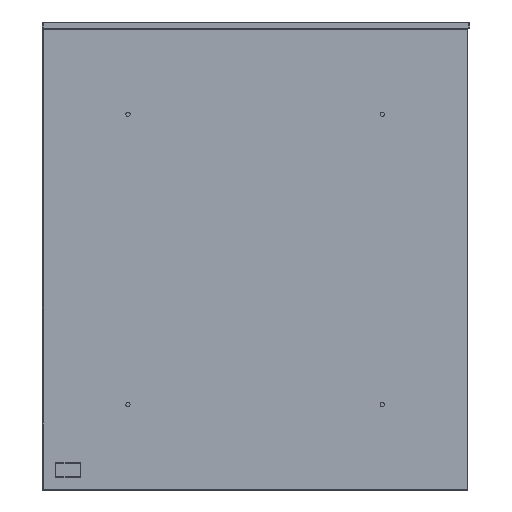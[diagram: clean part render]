
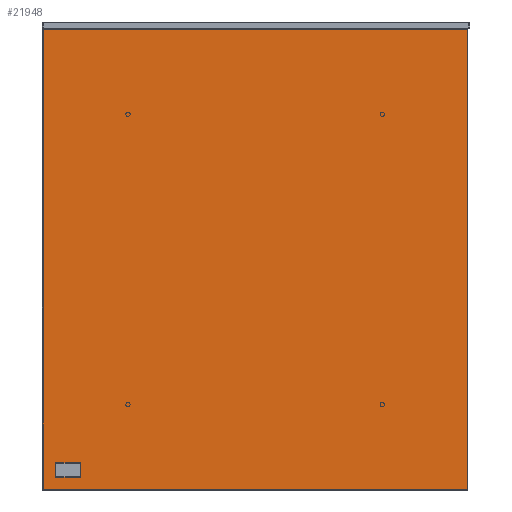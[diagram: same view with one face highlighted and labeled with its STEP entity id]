
A CAD part, left-side view. The second image highlights one B-rep face of the part: STEP entity #21948.
In plain terms, the highlighted planar face has unit normal (-1, 0, 0).
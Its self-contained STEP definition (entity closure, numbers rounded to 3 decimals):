
#21587=CARTESIAN_POINT('',(-3723.565,5493.44,-59.131));
#21588=VERTEX_POINT('',#21587);
#21589=CARTESIAN_POINT('',(-3723.565,5493.44,-596.869));
#21590=VERTEX_POINT('',#21589);
#21591=CARTESIAN_POINT('',(-3723.565,5493.44,-59.131));
#21592=DIRECTION('',(0.0,0.0,-1.0));
#21593=VECTOR('',#21592,537.737);
#21594=LINE('',#21591,#21593);
#21595=EDGE_CURVE('',#21588,#21590,#21594,.T.);
#21627=CARTESIAN_POINT('',(-3723.565,5493.771,-597.2));
#21628=VERTEX_POINT('',#21627);
#21629=CARTESIAN_POINT('',(-3723.565,5493.44,-596.869));
#21630=DIRECTION('',(0.0,0.707,-0.707));
#21631=VECTOR('',#21630,0.469);
#21632=LINE('',#21629,#21631);
#21633=EDGE_CURVE('',#21590,#21628,#21632,.T.);
#21658=CARTESIAN_POINT('',(-3723.565,5989.508,-597.2));
#21659=VERTEX_POINT('',#21658);
#21660=CARTESIAN_POINT('',(-3723.565,5493.771,-597.2));
#21661=DIRECTION('',(0.0,1.0,0.0));
#21662=VECTOR('',#21661,495.737);
#21663=LINE('',#21660,#21662);
#21664=EDGE_CURVE('',#21628,#21659,#21663,.T.);
#21698=CARTESIAN_POINT('',(-3723.565,5989.84,-596.869));
#21699=VERTEX_POINT('',#21698);
#21700=CARTESIAN_POINT('',(-3723.565,5989.508,-597.2));
#21701=DIRECTION('',(0.0,0.707,0.707));
#21702=VECTOR('',#21701,0.469);
#21703=LINE('',#21700,#21702);
#21704=EDGE_CURVE('',#21659,#21699,#21703,.T.);
#21729=CARTESIAN_POINT('',(-3723.565,5989.84,-59.131));
#21730=VERTEX_POINT('',#21729);
#21731=CARTESIAN_POINT('',(-3723.565,5989.84,-596.869));
#21732=DIRECTION('',(0.0,0.0,1.0));
#21733=VECTOR('',#21732,537.737);
#21734=LINE('',#21731,#21733);
#21735=EDGE_CURVE('',#21699,#21730,#21734,.T.);
#21760=CARTESIAN_POINT('',(-3723.565,5989.508,-58.8));
#21761=VERTEX_POINT('',#21760);
#21762=CARTESIAN_POINT('',(-3723.565,5989.84,-59.131));
#21763=DIRECTION('',(0.0,-0.707,0.707));
#21764=VECTOR('',#21763,0.469);
#21765=LINE('',#21762,#21764);
#21766=EDGE_CURVE('',#21730,#21761,#21765,.T.);
#21791=CARTESIAN_POINT('',(-3723.565,5493.771,-58.8));
#21792=VERTEX_POINT('',#21791);
#21793=CARTESIAN_POINT('',(-3723.565,5989.508,-58.8));
#21794=DIRECTION('',(0.0,-1.0,0.0));
#21795=VECTOR('',#21794,495.737);
#21796=LINE('',#21793,#21795);
#21797=EDGE_CURVE('',#21761,#21792,#21796,.T.);
#21820=CARTESIAN_POINT('',(-3723.565,5493.771,-58.8));
#21821=DIRECTION('',(0.0,-0.707,-0.707));
#21822=VECTOR('',#21821,0.469);
#21823=LINE('',#21820,#21822);
#21824=EDGE_CURVE('',#21792,#21588,#21823,.T.);
#21933=CARTESIAN_POINT('',(-3723.565,5741.64,-597.201));
#21934=DIRECTION('',(-1.0,0.0,0.0));
#21935=DIRECTION('',(0.0,0.0,1.0));
#21936=AXIS2_PLACEMENT_3D('',#21933,#21934,#21935);
#21937=PLANE('',#21936);
#21938=ORIENTED_EDGE('',*,*,#21595,.F.);
#21939=ORIENTED_EDGE('',*,*,#21824,.F.);
#21940=ORIENTED_EDGE('',*,*,#21797,.F.);
#21941=ORIENTED_EDGE('',*,*,#21766,.F.);
#21942=ORIENTED_EDGE('',*,*,#21735,.F.);
#21943=ORIENTED_EDGE('',*,*,#21704,.F.);
#21944=ORIENTED_EDGE('',*,*,#21664,.F.);
#21945=ORIENTED_EDGE('',*,*,#21633,.F.);
#21946=EDGE_LOOP('',(#21938,#21939,#21940,#21941,#21942,#21943,#21944,#21945));
#21947=FACE_OUTER_BOUND('',#21946,.T.);
#21948=ADVANCED_FACE('',(#21947),#21937,.T.);
